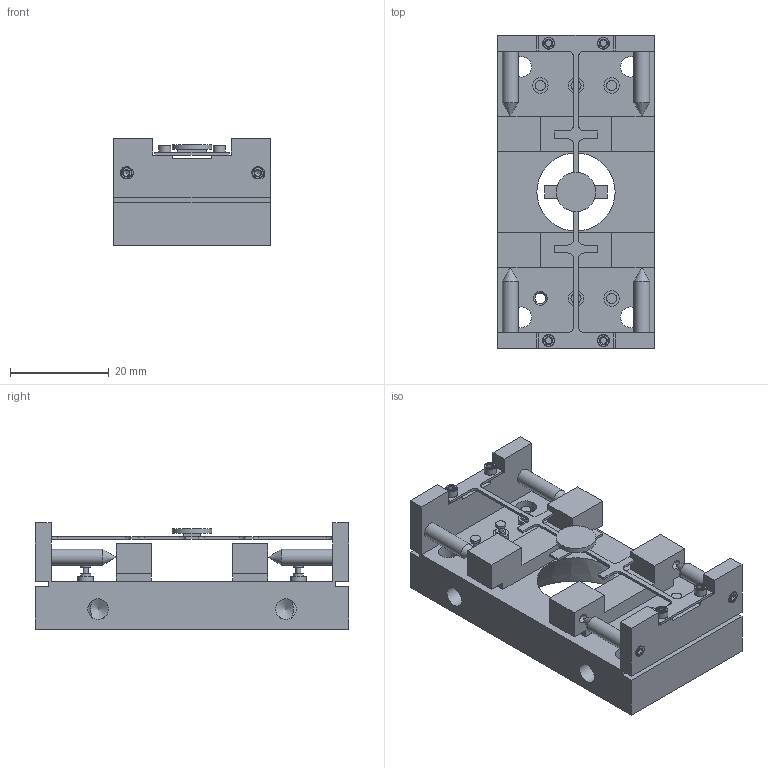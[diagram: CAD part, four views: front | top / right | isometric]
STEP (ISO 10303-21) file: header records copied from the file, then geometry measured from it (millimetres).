
FILE_DESCRIPTION(/* description */ ('STEP AP242','CAx-IF Rec.Pracs.---Representation and Presentation of Product Manufacturing Information (PMI)---4.0---2014-10-13','CAx-IF Rec.Pracs.---3D Tessellated Geometry---0.4---2014-09-14','2;1'),/* implementation_level */ '2;1');
FILE_NAME(/* name */ '68f7ae712d84038dd6dc89b1',/* time_stamp */ '2025-10-21T16:01:54Z',/* author */ (''),/* organization */ (''),/* preprocessor_version */ 'ST-DEVELOPER v20',/* originating_system */ 'ONSHAPE BY PTC INC, 1.205',/* authorisation */ ' ');
FILE_SCHEMA (('AP242_MANAGED_MODEL_BASED_3D_ENGINEERING_MIM_LF { 1 0 10303 442 1 1 4 }'));
Length unit declared in the file: metre
Products named in the file (10): SC-25 Assembly 1 mirrors Copy 1; 91251A051_Black-Oxide Alloy Steel Socket Head Screw; Round Mirror; pin; 90778A103_Super-Corrosion-Resistant Cone-Point Set Screws; Base 24-101278; bottom; 24-101312; 24-101313
Assembly tree (26 placements, depth 2):
  SC-25 Assembly 1 mirrors Copy 1
    91251A051_Black-Oxide Alloy Steel Socket Head Screw  x4
    Round Mirror
    pin  x4
    90778A103_Super-Corrosion-Resistant Cone-Point Set Screws  x4
    Base 24-101278
    pin  x5
    bottom  x5
    24-101312
    24-101313
Bounding box: 31.75 x 63.5 x 21.59 mm (x, y, z)
Volume: 19332.4 mm3; surface area: 12133.4 mm2
Topology: 22 solids, 26 shells, 456 faces, 1209 edges, 818 vertices
Faces by surface type: plane 241, cylinder 102, cone 89, bspline 16, torus 8
Full cylindrical faces by diameter (mm): 0.025 x4, 1.016 x5, 1.191 x4, 1.702 x4, 2.032 x10, 2.184 x6, 2.261 x4, 2.286 x5, 2.438 x4, 3.15 x5, 3.175 x10, 4.2 x8, 8 x1
Entity records: 8753 total; most frequent: CARTESIAN_POINT 2492, DIRECTION 1212, ORIENTED_EDGE 1134, EDGE_CURVE 567, AXIS2_PLACEMENT_3D 439, VERTEX_POINT 432, FACE_BOUND 395, EDGE_LOOP 380
